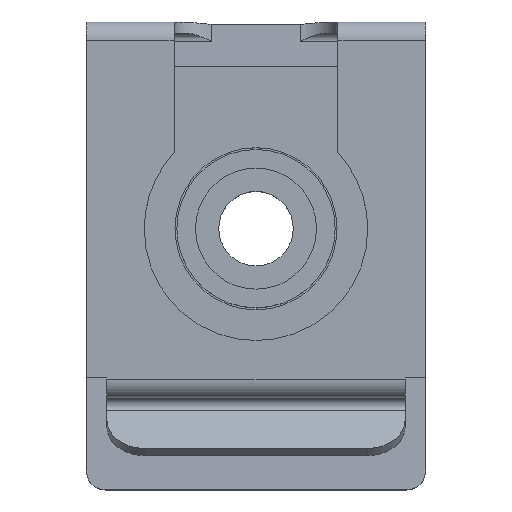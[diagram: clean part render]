
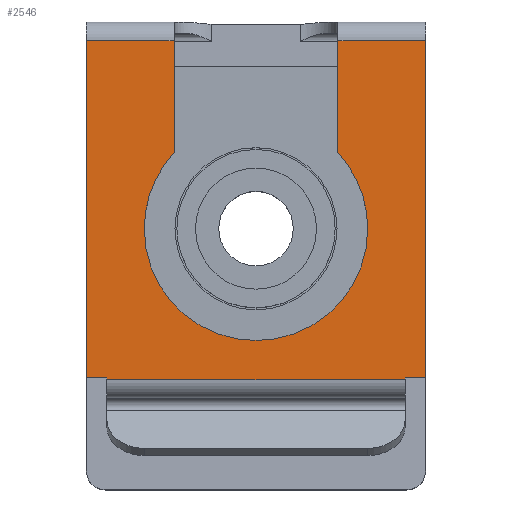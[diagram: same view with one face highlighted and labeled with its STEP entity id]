
A CAD part, top view. The second image highlights one B-rep face of the part: STEP entity #2546.
In plain terms, the highlighted face is planar.
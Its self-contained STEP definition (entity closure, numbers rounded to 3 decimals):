
#30 = VERTEX_POINT ( 'NONE', #672 ) ;
#49 = EDGE_CURVE ( 'NONE', #2591, #1888, #2725, .T. ) ;
#73 = VECTOR ( 'NONE', #3208, 1000. ) ;
#92 = EDGE_CURVE ( 'NONE', #935, #2514, #205, .T. ) ;
#107 = DIRECTION ( 'NONE',  ( 0., 0., 1. ) ) ;
#129 = LINE ( 'NONE', #2234, #1649 ) ;
#131 = CARTESIAN_POINT ( 'NONE',  ( -10.1, 0., 9.1 ) ) ;
#163 = DIRECTION ( 'NONE',  ( -1., 0., 0. ) ) ;
#181 = ORIENTED_EDGE ( 'NONE', *, *, #2295, .F. ) ;
#186 = CIRCLE ( 'NONE', #3640, 6. ) ;
#205 = CIRCLE ( 'NONE', #2402, 6. ) ;
#275 = VECTOR ( 'NONE', #107, 1000. ) ;
#284 = VERTEX_POINT ( 'NONE', #2763 ) ;
#332 = ORIENTED_EDGE ( 'NONE', *, *, #733, .T. ) ;
#350 = ORIENTED_EDGE ( 'NONE', *, *, #49, .F. ) ;
#364 = AXIS2_PLACEMENT_3D ( 'NONE', #2425, #598, #2734 ) ;
#379 = PLANE ( 'NONE',  #2738 ) ;
#536 = CARTESIAN_POINT ( 'NONE',  ( -11.1, 0., -9.1 ) ) ;
#538 = CARTESIAN_POINT ( 'NONE',  ( 0., 0., 0. ) ) ;
#598 = DIRECTION ( 'NONE',  ( 0., 1., 0. ) ) ;
#656 = VECTOR ( 'NONE', #163, 1000. ) ;
#672 = CARTESIAN_POINT ( 'NONE',  ( 8.1, 0., 8. ) ) ;
#733 = EDGE_CURVE ( 'NONE', #30, #2026, #1953, .T. ) ;
#844 = EDGE_CURVE ( 'NONE', #3955, #284, #865, .T. ) ;
#865 = LINE ( 'NONE', #1050, #3285 ) ;
#935 = VERTEX_POINT ( 'NONE', #1923 ) ;
#958 = ORIENTED_EDGE ( 'NONE', *, *, #1045, .T. ) ;
#985 = DIRECTION ( 'NONE',  ( 0., -1., 0. ) ) ;
#1045 = EDGE_CURVE ( 'NONE', #1253, #1840, #2854, .T. ) ;
#1050 = CARTESIAN_POINT ( 'NONE',  ( -11.1, 0., 4.4 ) ) ;
#1113 = CARTESIAN_POINT ( 'NONE',  ( -10.1, 0., -9.1 ) ) ;
#1187 = EDGE_LOOP ( 'NONE', ( #1508, #3491, #2792, #350, #1338, #2459, #332, #1666, #181, #3218, #958, #2465, #1334, #2073 ) ) ;
#1235 = EDGE_CURVE ( 'NONE', #30, #3814, #1567, .T. ) ;
#1236 = VECTOR ( 'NONE', #2572, 1000. ) ;
#1253 = VERTEX_POINT ( 'NONE', #1113 ) ;
#1296 = EDGE_CURVE ( 'NONE', #2239, #1253, #1381, .T. ) ;
#1334 = ORIENTED_EDGE ( 'NONE', *, *, #92, .F. ) ;
#1336 = DIRECTION ( 'NONE',  ( 0., 0., 1. ) ) ;
#1338 = ORIENTED_EDGE ( 'NONE', *, *, #2627, .F. ) ;
#1359 = CARTESIAN_POINT ( 'NONE',  ( 0., 0., 6. ) ) ;
#1378 = CARTESIAN_POINT ( 'NONE',  ( -10.1, 0., -4.4 ) ) ;
#1381 = LINE ( 'NONE', #536, #2804 ) ;
#1451 = VECTOR ( 'NONE', #3358, 1000. ) ;
#1508 = ORIENTED_EDGE ( 'NONE', *, *, #2350, .F. ) ;
#1543 = LINE ( 'NONE', #3666, #1451 ) ;
#1567 = LINE ( 'NONE', #3195, #656 ) ;
#1649 = VECTOR ( 'NONE', #2547, 1000. ) ;
#1666 = ORIENTED_EDGE ( 'NONE', *, *, #3109, .F. ) ;
#1749 = EDGE_CURVE ( 'NONE', #3955, #1888, #3813, .T. ) ;
#1756 = DIRECTION ( 'NONE',  ( 0., 0., 1. ) ) ;
#1761 = CARTESIAN_POINT ( 'NONE',  ( 0., 0., 0. ) ) ;
#1793 = CARTESIAN_POINT ( 'NONE',  ( 8., 0., 8. ) ) ;
#1827 = CARTESIAN_POINT ( 'NONE',  ( -4.079, 0., -4.4 ) ) ;
#1840 = VERTEX_POINT ( 'NONE', #1378 ) ;
#1888 = VERTEX_POINT ( 'NONE', #2618 ) ;
#1907 = VECTOR ( 'NONE', #3010, 1000. ) ;
#1923 = CARTESIAN_POINT ( 'NONE',  ( 0., 0., -6. ) ) ;
#1953 = LINE ( 'NONE', #2010, #1236 ) ;
#2010 = CARTESIAN_POINT ( 'NONE',  ( 8.1, 0., 9.1 ) ) ;
#2026 = VERTEX_POINT ( 'NONE', #2085 ) ;
#2045 = DIRECTION ( 'NONE',  ( -1., 0., 0. ) ) ;
#2063 = DIRECTION ( 'NONE',  ( 0., 0., 1. ) ) ;
#2073 = ORIENTED_EDGE ( 'NONE', *, *, #2080, .F. ) ;
#2080 = EDGE_CURVE ( 'NONE', #2718, #935, #3667, .T. ) ;
#2085 = CARTESIAN_POINT ( 'NONE',  ( 8.1, 0., -8. ) ) ;
#2173 = VECTOR ( 'NONE', #1336, 1000. ) ;
#2221 = CARTESIAN_POINT ( 'NONE',  ( 8., 0., 9.1 ) ) ;
#2234 = CARTESIAN_POINT ( 'NONE',  ( 8., 0., 9.1 ) ) ;
#2239 = VERTEX_POINT ( 'NONE', #2500 ) ;
#2260 = CARTESIAN_POINT ( 'NONE',  ( -10.1, 0., 9.1 ) ) ;
#2295 = EDGE_CURVE ( 'NONE', #2239, #3862, #2704, .T. ) ;
#2350 = EDGE_CURVE ( 'NONE', #284, #2718, #186, .T. ) ;
#2402 = AXIS2_PLACEMENT_3D ( 'NONE', #538, #3901, #1756 ) ;
#2425 = CARTESIAN_POINT ( 'NONE',  ( 0., 0., 0. ) ) ;
#2458 = CARTESIAN_POINT ( 'NONE',  ( -10.1, 0., 4.4 ) ) ;
#2459 = ORIENTED_EDGE ( 'NONE', *, *, #1235, .F. ) ;
#2465 = ORIENTED_EDGE ( 'NONE', *, *, #3908, .F. ) ;
#2499 = LINE ( 'NONE', #3516, #73 ) ;
#2500 = CARTESIAN_POINT ( 'NONE',  ( 8., 0., -9.1 ) ) ;
#2514 = VERTEX_POINT ( 'NONE', #1827 ) ;
#2546 = ADVANCED_FACE ( 'NONE', ( #3461 ), #379, .F. ) ;
#2547 = DIRECTION ( 'NONE',  ( 0., 0., 1. ) ) ;
#2572 = DIRECTION ( 'NONE',  ( 0., 0., -1. ) ) ;
#2591 = VERTEX_POINT ( 'NONE', #2221 ) ;
#2618 = CARTESIAN_POINT ( 'NONE',  ( -10.1, 0., 9.1 ) ) ;
#2627 = EDGE_CURVE ( 'NONE', #3814, #2591, #129, .T. ) ;
#2704 = LINE ( 'NONE', #3759, #275 ) ;
#2718 = VERTEX_POINT ( 'NONE', #1359 ) ;
#2725 = LINE ( 'NONE', #3578, #1907 ) ;
#2734 = DIRECTION ( 'NONE',  ( 0., 0., 1. ) ) ;
#2738 = AXIS2_PLACEMENT_3D ( 'NONE', #2810, #985, #3116 ) ;
#2763 = CARTESIAN_POINT ( 'NONE',  ( -4.079, 0., 4.4 ) ) ;
#2792 = ORIENTED_EDGE ( 'NONE', *, *, #1749, .T. ) ;
#2804 = VECTOR ( 'NONE', #2045, 1000. ) ;
#2810 = CARTESIAN_POINT ( 'NONE',  ( -11.1, 0., 9.1 ) ) ;
#2818 = DIRECTION ( 'NONE',  ( 0., 0., 1. ) ) ;
#2854 = LINE ( 'NONE', #131, #2950 ) ;
#2950 = VECTOR ( 'NONE', #2818, 1000. ) ;
#3010 = DIRECTION ( 'NONE',  ( -1., 0., 0. ) ) ;
#3032 = CARTESIAN_POINT ( 'NONE',  ( 8., 0., -8. ) ) ;
#3109 = EDGE_CURVE ( 'NONE', #3862, #2026, #2499, .T. ) ;
#3116 = DIRECTION ( 'NONE',  ( 0., 0., -1. ) ) ;
#3195 = CARTESIAN_POINT ( 'NONE',  ( 8., 0., 8. ) ) ;
#3208 = DIRECTION ( 'NONE',  ( 1., 0., 0. ) ) ;
#3218 = ORIENTED_EDGE ( 'NONE', *, *, #1296, .T. ) ;
#3285 = VECTOR ( 'NONE', #3775, 1000. ) ;
#3358 = DIRECTION ( 'NONE',  ( -1., 0., 0. ) ) ;
#3461 = FACE_OUTER_BOUND ( 'NONE', #1187, .T. ) ;
#3491 = ORIENTED_EDGE ( 'NONE', *, *, #844, .F. ) ;
#3516 = CARTESIAN_POINT ( 'NONE',  ( 8., 0., -8. ) ) ;
#3578 = CARTESIAN_POINT ( 'NONE',  ( -11.1, 0., 9.1 ) ) ;
#3640 = AXIS2_PLACEMENT_3D ( 'NONE', #1761, #3904, #2063 ) ;
#3666 = CARTESIAN_POINT ( 'NONE',  ( -11.1, 0., -4.4 ) ) ;
#3667 = CIRCLE ( 'NONE', #364, 6. ) ;
#3759 = CARTESIAN_POINT ( 'NONE',  ( 8., 0., -9.1 ) ) ;
#3775 = DIRECTION ( 'NONE',  ( 1., 0., 0. ) ) ;
#3813 = LINE ( 'NONE', #2260, #2173 ) ;
#3814 = VERTEX_POINT ( 'NONE', #1793 ) ;
#3862 = VERTEX_POINT ( 'NONE', #3032 ) ;
#3901 = DIRECTION ( 'NONE',  ( 0., 1., 0. ) ) ;
#3904 = DIRECTION ( 'NONE',  ( 0., 1., 0. ) ) ;
#3908 = EDGE_CURVE ( 'NONE', #2514, #1840, #1543, .T. ) ;
#3955 = VERTEX_POINT ( 'NONE', #2458 ) ;
